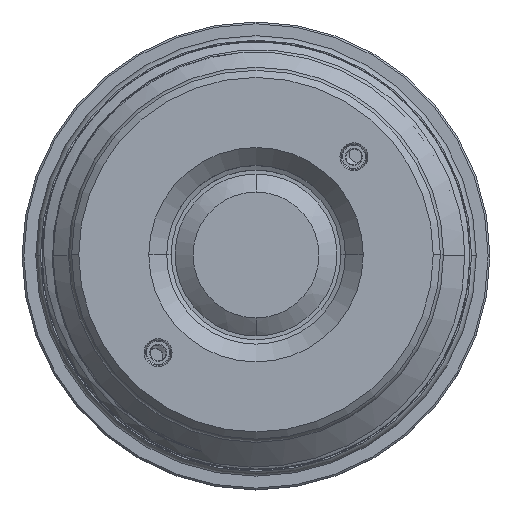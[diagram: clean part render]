
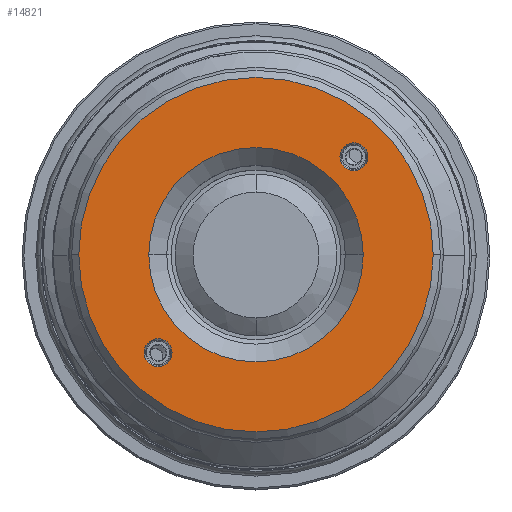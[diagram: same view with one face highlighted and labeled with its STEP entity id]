
A CAD part, top view. The second image highlights one B-rep face of the part: STEP entity #14821.
In plain terms, the highlighted planar face has unit normal (0, 0, 1).
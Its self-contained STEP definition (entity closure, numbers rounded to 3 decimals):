
#68 = CARTESIAN_POINT ( 'NONE',  ( -19.84, 0., 85.95 ) ) ;
#130 = AXIS2_PLACEMENT_3D ( 'NONE', #15186, #8259, #9336 ) ;
#386 = DIRECTION ( 'NONE',  ( 0., 0., 1. ) ) ;
#558 = FACE_BOUND ( 'NONE', #3749, .T. ) ;
#620 = CIRCLE ( 'NONE', #8002, 1.561 ) ;
#738 = DIRECTION ( 'NONE',  ( 1., 0., 0. ) ) ;
#749 = FACE_BOUND ( 'NONE', #14068, .T. ) ;
#883 = CARTESIAN_POINT ( 'NONE',  ( 20.64, 0., 85.95 ) ) ;
#901 = EDGE_CURVE ( 'NONE', #1627, #13493, #2419, .T. ) ;
#932 = FACE_BOUND ( 'NONE', #6958, .T. ) ;
#976 = VERTEX_POINT ( 'NONE', #8888 ) ;
#1239 = DIRECTION ( 'NONE',  ( -1., 0., 0. ) ) ;
#1334 = FACE_OUTER_BOUND ( 'NONE', #12293, .T. ) ;
#1443 = AXIS2_PLACEMENT_3D ( 'NONE', #13532, #386, #4025 ) ;
#1571 = AXIS2_PLACEMENT_3D ( 'NONE', #5525, #13887, #738 ) ;
#1577 = ORIENTED_EDGE ( 'NONE', *, *, #10823, .T. ) ;
#1595 = ORIENTED_EDGE ( 'NONE', *, *, #5533, .T. ) ;
#1627 = VERTEX_POINT ( 'NONE', #5257 ) ;
#1677 = CIRCLE ( 'NONE', #1443, 19.84 ) ;
#1739 = CARTESIAN_POINT ( 'NONE',  ( 10.96, 10.96, 85.95 ) ) ;
#2419 = CIRCLE ( 'NONE', #15424, 19.84 ) ;
#2455 = CIRCLE ( 'NONE', #2716, 12. ) ;
#2487 = CARTESIAN_POINT ( 'NONE',  ( -10.96, -10.96, 85.95 ) ) ;
#2716 = AXIS2_PLACEMENT_3D ( 'NONE', #10472, #4510, #6900 ) ;
#2780 = CARTESIAN_POINT ( 'NONE',  ( -9.399, -10.96, 85.95 ) ) ;
#3095 = VERTEX_POINT ( 'NONE', #12037 ) ;
#3564 = CIRCLE ( 'NONE', #130, 1.561 ) ;
#3749 = EDGE_LOOP ( 'NONE', ( #6763, #14564 ) ) ;
#4025 = DIRECTION ( 'NONE',  ( 1., 0., 0. ) ) ;
#4267 = DIRECTION ( 'NONE',  ( -1., 0., 0. ) ) ;
#4510 = DIRECTION ( 'NONE',  ( 0., 0., -1. ) ) ;
#4643 = CARTESIAN_POINT ( 'NONE',  ( -12.521, -10.96, 85.95 ) ) ;
#5257 = CARTESIAN_POINT ( 'NONE',  ( 19.84, 0., 85.95 ) ) ;
#5400 = AXIS2_PLACEMENT_3D ( 'NONE', #13370, #8593, #1239 ) ;
#5525 = CARTESIAN_POINT ( 'NONE',  ( 0., 0., 85.95 ) ) ;
#5533 = EDGE_CURVE ( 'NONE', #976, #14567, #2455, .T. ) ;
#6686 = CIRCLE ( 'NONE', #1571, 12. ) ;
#6763 = ORIENTED_EDGE ( 'NONE', *, *, #11319, .T. ) ;
#6822 = PLANE ( 'NONE',  #12094 ) ;
#6889 = VERTEX_POINT ( 'NONE', #14917 ) ;
#6900 = DIRECTION ( 'NONE',  ( 1., 0., 0. ) ) ;
#6958 = EDGE_LOOP ( 'NONE', ( #12423, #10101 ) ) ;
#7043 = EDGE_CURVE ( 'NONE', #7376, #13579, #3564, .T. ) ;
#7133 = DIRECTION ( 'NONE',  ( 1., 0., 0. ) ) ;
#7376 = VERTEX_POINT ( 'NONE', #2780 ) ;
#7600 = ORIENTED_EDGE ( 'NONE', *, *, #7660, .T. ) ;
#7660 = EDGE_CURVE ( 'NONE', #13493, #1627, #1677, .T. ) ;
#8002 = AXIS2_PLACEMENT_3D ( 'NONE', #2487, #12210, #10888 ) ;
#8175 = EDGE_CURVE ( 'NONE', #3095, #6889, #14407, .T. ) ;
#8259 = DIRECTION ( 'NONE',  ( 0., 0., -1. ) ) ;
#8593 = DIRECTION ( 'NONE',  ( 0., 0., -1. ) ) ;
#8888 = CARTESIAN_POINT ( 'NONE',  ( -12., 0., 85.95 ) ) ;
#9308 = DIRECTION ( 'NONE',  ( 1., 0., 0. ) ) ;
#9336 = DIRECTION ( 'NONE',  ( 1., 0., 0. ) ) ;
#10101 = ORIENTED_EDGE ( 'NONE', *, *, #8175, .T. ) ;
#10472 = CARTESIAN_POINT ( 'NONE',  ( 0., 0., 85.95 ) ) ;
#10815 = DIRECTION ( 'NONE',  ( 0., 0., 1. ) ) ;
#10823 = EDGE_CURVE ( 'NONE', #14567, #976, #6686, .T. ) ;
#10837 = CIRCLE ( 'NONE', #5400, 1.561 ) ;
#10888 = DIRECTION ( 'NONE',  ( 1., 0., 0. ) ) ;
#11098 = AXIS2_PLACEMENT_3D ( 'NONE', #1739, #11418, #4267 ) ;
#11117 = EDGE_CURVE ( 'NONE', #6889, #3095, #10837, .T. ) ;
#11219 = ORIENTED_EDGE ( 'NONE', *, *, #901, .T. ) ;
#11319 = EDGE_CURVE ( 'NONE', #13579, #7376, #620, .T. ) ;
#11418 = DIRECTION ( 'NONE',  ( 0., 0., -1. ) ) ;
#11507 = DIRECTION ( 'NONE',  ( 0., 0., 1. ) ) ;
#12037 = CARTESIAN_POINT ( 'NONE',  ( 9.399, 10.96, 85.95 ) ) ;
#12094 = AXIS2_PLACEMENT_3D ( 'NONE', #883, #10815, #7133 ) ;
#12210 = DIRECTION ( 'NONE',  ( 0., 0., -1. ) ) ;
#12293 = EDGE_LOOP ( 'NONE', ( #7600, #11219 ) ) ;
#12423 = ORIENTED_EDGE ( 'NONE', *, *, #11117, .T. ) ;
#13370 = CARTESIAN_POINT ( 'NONE',  ( 10.96, 10.96, 85.95 ) ) ;
#13493 = VERTEX_POINT ( 'NONE', #68 ) ;
#13532 = CARTESIAN_POINT ( 'NONE',  ( 0., 0., 85.95 ) ) ;
#13579 = VERTEX_POINT ( 'NONE', #4643 ) ;
#13625 = CARTESIAN_POINT ( 'NONE',  ( 12., 0., 85.95 ) ) ;
#13887 = DIRECTION ( 'NONE',  ( 0., 0., -1. ) ) ;
#14027 = CARTESIAN_POINT ( 'NONE',  ( 0., 0., 85.95 ) ) ;
#14068 = EDGE_LOOP ( 'NONE', ( #1577, #1595 ) ) ;
#14407 = CIRCLE ( 'NONE', #11098, 1.561 ) ;
#14564 = ORIENTED_EDGE ( 'NONE', *, *, #7043, .T. ) ;
#14567 = VERTEX_POINT ( 'NONE', #13625 ) ;
#14821 = ADVANCED_FACE ( 'NONE', ( #932, #749, #1334, #558 ), #6822, .T. ) ;
#14917 = CARTESIAN_POINT ( 'NONE',  ( 12.521, 10.96, 85.95 ) ) ;
#15186 = CARTESIAN_POINT ( 'NONE',  ( -10.96, -10.96, 85.95 ) ) ;
#15424 = AXIS2_PLACEMENT_3D ( 'NONE', #14027, #11507, #9308 ) ;
